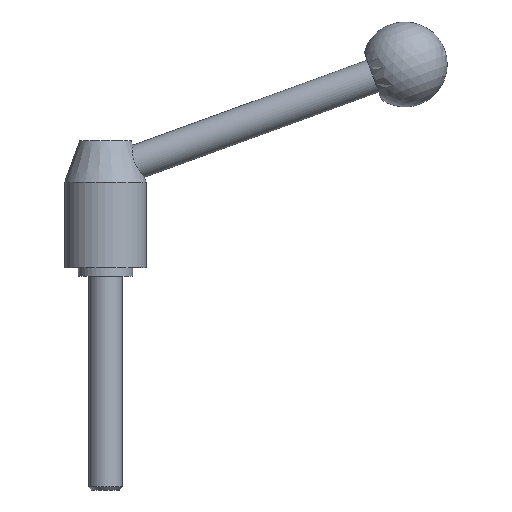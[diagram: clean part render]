
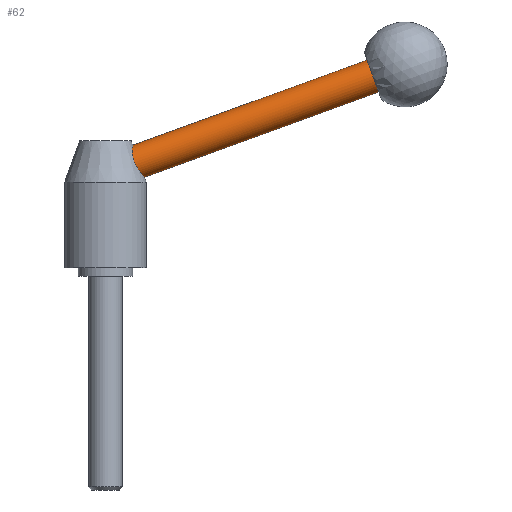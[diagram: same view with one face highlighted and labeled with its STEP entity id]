
A CAD part, front view. The second image highlights one B-rep face of the part: STEP entity #62.
In plain terms, the highlighted cylindrical face has radius 5 mm (diameter 10 mm), a partial arc.
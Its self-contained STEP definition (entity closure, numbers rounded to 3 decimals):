
#62=ADVANCED_FACE('',(#128),#129,.T.);
#128=FACE_OUTER_BOUND('',#196,.T.);
#129=CYLINDRICAL_SURFACE('',#197,5.);
#196=EDGE_LOOP('',(#305,#306,#307,#308,#309));
#197=AXIS2_PLACEMENT_3D('',#310,#311,#312);
#305=ORIENTED_EDGE('',*,*,#412,.T.);
#306=ORIENTED_EDGE('',*,*,#391,.F.);
#307=ORIENTED_EDGE('',*,*,#390,.F.);
#308=ORIENTED_EDGE('',*,*,#414,.T.);
#309=ORIENTED_EDGE('',*,*,#423,.F.);
#310=CARTESIAN_POINT('',(39.612,0.0,44.751));
#311=DIRECTION('',(0.94,0.0,0.342));
#312=DIRECTION('',(-0.342,0.0,0.94));
#390=EDGE_CURVE('',#453,#455,#456,.T.);
#391=EDGE_CURVE('',#455,#445,#457,.T.);
#412=EDGE_CURVE('',#490,#445,#491,.T.);
#414=EDGE_CURVE('',#453,#492,#494,.T.);
#423=EDGE_CURVE('',#490,#492,#507,.T.);
#445=VERTEX_POINT('',#529);
#453=VERTEX_POINT('',#539);
#455=VERTEX_POINT('',#542);
#456=B_SPLINE_CURVE_WITH_KNOTS('',3,(#543,#544,#545,#546,#547,#548,#549,#550,#551,#552,#553,#554,#555,#556,#557,#558,#559,#560),.UNSPECIFIED.,.F.,.F.,(4,2,2,2,2,2,2,2,4),(22.168,23.237,24.306,25.375,26.445,27.516,28.587,29.658,30.73),.UNSPECIFIED.);
#457=B_SPLINE_CURVE_WITH_KNOTS('',3,(#561,#562,#563,#564,#565,#566,#567,#568,#569,#570,#571,#572,#573,#574,#575,#576,#577,#578),.UNSPECIFIED.,.F.,.F.,(4,2,2,2,2,2,2,2,4),(0.,0.855,1.71,2.565,3.42,4.266,5.111,5.957,6.803),.UNSPECIFIED.);
#490=VERTEX_POINT('',#619);
#491=LINE('',#620,#621);
#492=VERTEX_POINT('',#622);
#494=LINE('',#624,#625);
#507=CIRCLE('',#671,5.);
#529=CARTESIAN_POINT('',(8.067,0.,38.59));
#539=CARTESIAN_POINT('',(11.487,0.,29.194));
#542=CARTESIAN_POINT('',(8.284,-4.923,34.279));
#543=CARTESIAN_POINT('',(11.487,0.,29.194));
#544=CARTESIAN_POINT('',(11.487,-0.356,29.194));
#545=CARTESIAN_POINT('',(11.459,-0.722,29.224));
#546=CARTESIAN_POINT('',(11.344,-1.441,29.352));
#547=CARTESIAN_POINT('',(11.257,-1.794,29.449));
#548=CARTESIAN_POINT('',(11.036,-2.463,29.703));
#549=CARTESIAN_POINT('',(10.9,-2.778,29.86));
#550=CARTESIAN_POINT('',(10.599,-3.352,30.224));
#551=CARTESIAN_POINT('',(10.433,-3.61,30.431));
#552=CARTESIAN_POINT('',(10.095,-4.055,30.873));
#553=CARTESIAN_POINT('',(9.911,-4.257,31.124));
#554=CARTESIAN_POINT('',(9.538,-4.595,31.672));
#555=CARTESIAN_POINT('',(9.349,-4.731,31.97));
#556=CARTESIAN_POINT('',(8.99,-4.923,32.597));
#557=CARTESIAN_POINT('',(8.819,-4.98,32.928));
#558=CARTESIAN_POINT('',(8.519,-5.011,33.601));
#559=CARTESIAN_POINT('',(8.388,-4.985,33.944));
#560=CARTESIAN_POINT('',(8.284,-4.923,34.279));
#561=CARTESIAN_POINT('',(8.284,-4.923,34.279));
#562=CARTESIAN_POINT('',(8.2,-4.873,34.547));
#563=CARTESIAN_POINT('',(8.128,-4.797,34.823));
#564=CARTESIAN_POINT('',(8.014,-4.594,35.374));
#565=CARTESIAN_POINT('',(7.973,-4.466,35.648));
#566=CARTESIAN_POINT('',(7.918,-4.167,36.174));
#567=CARTESIAN_POINT('',(7.904,-3.994,36.426));
#568=CARTESIAN_POINT('',(7.897,-3.617,36.894));
#569=CARTESIAN_POINT('',(7.903,-3.413,37.11));
#570=CARTESIAN_POINT('',(7.923,-2.993,37.49));
#571=CARTESIAN_POINT('',(7.939,-2.761,37.67));
#572=CARTESIAN_POINT('',(7.974,-2.262,37.991));
#573=CARTESIAN_POINT('',(7.993,-1.995,38.132));
#574=CARTESIAN_POINT('',(8.027,-1.44,38.36));
#575=CARTESIAN_POINT('',(8.042,-1.152,38.448));
#576=CARTESIAN_POINT('',(8.062,-0.573,38.563));
#577=CARTESIAN_POINT('',(8.067,-0.282,38.59));
#578=CARTESIAN_POINT('',(8.067,0.,38.59));
#619=CARTESIAN_POINT('',(77.134,0.0,63.729));
#620=CARTESIAN_POINT('',(37.902,0.,49.45));
#621=VECTOR('',#729,1.0);
#622=CARTESIAN_POINT('',(80.554,0.,54.332));
#624=CARTESIAN_POINT('',(41.322,0.,40.053));
#625=VECTOR('',#733,1.0);
#671=AXIS2_PLACEMENT_3D('',#749,#750,#751);
#729=DIRECTION('',(-0.94,0.0,-0.342));
#733=DIRECTION('',(0.94,0.0,0.342));
#749=CARTESIAN_POINT('',(78.844,0.0,59.03));
#750=DIRECTION('',(0.94,0.0,0.342));
#751=DIRECTION('',(-0.342,0.0,0.94));
